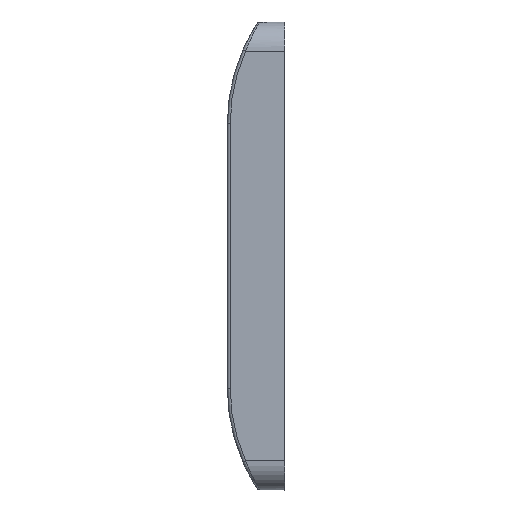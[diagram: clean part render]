
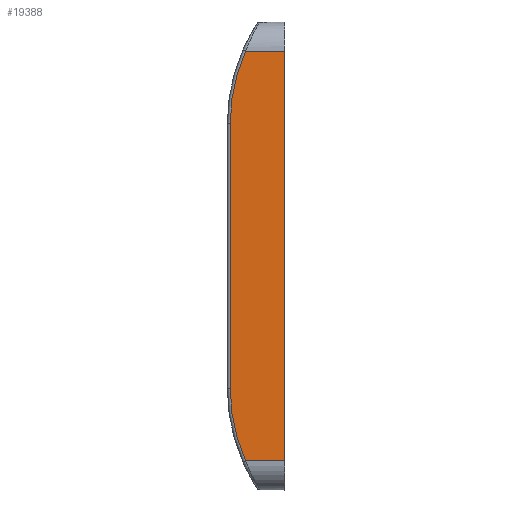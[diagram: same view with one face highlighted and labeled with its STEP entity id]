
A CAD part, left-side view. The second image highlights one B-rep face of the part: STEP entity #19388.
In plain terms, the highlighted planar face has unit normal (-1, 0, 0).
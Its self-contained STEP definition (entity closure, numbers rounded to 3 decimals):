
#128=DIRECTION('',(0.,0.,-1.));
#129=VECTOR('',#128,45.33);
#130=CARTESIAN_POINT('',(-40.,8.,22.665));
#131=LINE('',#130,#129);
#209=DIRECTION('',(0.,-1.,0.));
#210=VECTOR('',#209,6.694);
#211=CARTESIAN_POINT('',(-40.,5.394,-35.));
#212=LINE('',#211,#210);
#252=CARTESIAN_POINT('',(-40.,-22.5,22.665));
#253=DIRECTION('',(1.,0.,0.));
#254=DIRECTION('',(0.,1.,0.));
#255=AXIS2_PLACEMENT_3D('',#252,#253,#254);
#257=CARTESIAN_POINT('',(-40.,-22.5,-22.665));
#258=DIRECTION('',(1.,0.,0.));
#259=DIRECTION('',(0.,0.915,-0.404));
#260=AXIS2_PLACEMENT_3D('',#257,#258,#259);
#266=DIRECTION('',(0.,1.,0.));
#267=VECTOR('',#266,6.694);
#268=CARTESIAN_POINT('',(-40.,-1.3,35.));
#269=LINE('',#268,#267);
#417=DIRECTION('',(0.,0.,1.));
#418=VECTOR('',#417,70.);
#419=CARTESIAN_POINT('',(-40.,-1.3,-35.));
#420=LINE('',#419,#418);
#15224=CARTESIAN_POINT('',(-40.,8.,-22.665));
#15225=VERTEX_POINT('',#15224);
#15226=CARTESIAN_POINT('',(-40.,5.394,-35.));
#15227=VERTEX_POINT('',#15226);
#15228=CARTESIAN_POINT('',(-40.,8.,22.665));
#15229=VERTEX_POINT('',#15228);
#15232=CARTESIAN_POINT('',(-40.,5.394,35.));
#15233=VERTEX_POINT('',#15232);
#15253=CARTESIAN_POINT('',(-40.,-1.3,-35.));
#15254=VERTEX_POINT('',#15253);
#15255=CARTESIAN_POINT('',(-40.,-1.3,35.));
#15256=VERTEX_POINT('',#15255);
#19373=CARTESIAN_POINT('',(-40.,3.5,0.));
#19374=DIRECTION('',(1.,0.,0.));
#19375=DIRECTION('',(0.,0.,-1.));
#19376=AXIS2_PLACEMENT_3D('',#19373,#19374,#19375);
#19377=PLANE('',#19376);
#19378=ORIENTED_EDGE('',*,*,#19008,.F.);
#19379=ORIENTED_EDGE('',*,*,#19024,.T.);
#19381=ORIENTED_EDGE('',*,*,#19380,.F.);
#19383=ORIENTED_EDGE('',*,*,#19382,.F.);
#19384=ORIENTED_EDGE('',*,*,#19116,.F.);
#19385=ORIENTED_EDGE('',*,*,#18992,.T.);
#19386=EDGE_LOOP('',(#19378,#19379,#19381,#19383,#19384,#19385));
#19387=FACE_OUTER_BOUND('',#19386,.F.);
#256=CIRCLE('',#255,30.5);
#261=CIRCLE('',#260,30.5);
#18992=EDGE_CURVE('',#15227,#15225,#261,.T.);
#19008=EDGE_CURVE('',#15229,#15225,#131,.T.);
#19024=EDGE_CURVE('',#15229,#15233,#256,.T.);
#19116=EDGE_CURVE('',#15227,#15254,#212,.T.);
#19380=EDGE_CURVE('',#15256,#15233,#269,.T.);
#19382=EDGE_CURVE('',#15254,#15256,#420,.T.);
#19388=ADVANCED_FACE('',(#19387),#19377,.F.);
